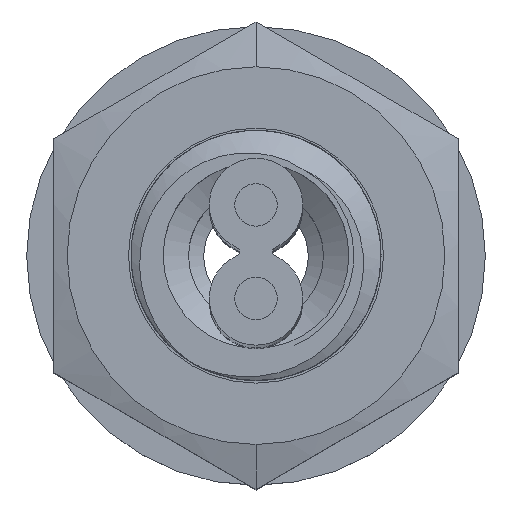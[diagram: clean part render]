
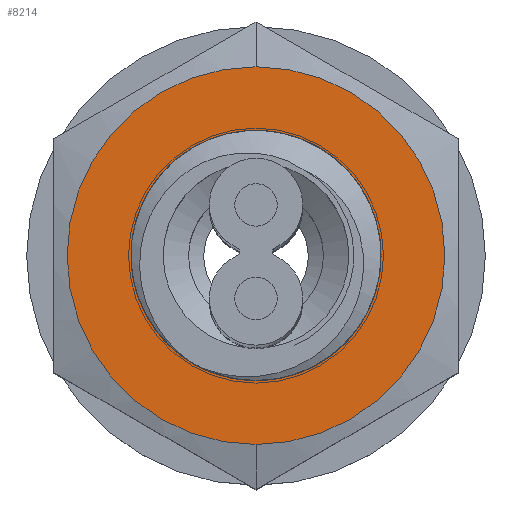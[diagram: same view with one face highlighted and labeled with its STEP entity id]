
A CAD part, top view. The second image highlights one B-rep face of the part: STEP entity #8214.
In plain terms, the highlighted planar face has unit normal (0, 0, 1).
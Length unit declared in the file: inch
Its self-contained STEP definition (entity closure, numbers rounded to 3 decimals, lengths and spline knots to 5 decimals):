
#7909=CARTESIAN_POINT('',(0.,0.,0.0625));
#7910=DIRECTION('',(0.,0.,1.));
#7911=DIRECTION('',(-1.,0.,0.));
#7912=AXIS2_PLACEMENT_3D('',#7909,#7910,#7911);
#7914=CARTESIAN_POINT('',(0.,0.,0.0625));
#7915=DIRECTION('',(0.,0.,1.));
#7916=DIRECTION('',(1.,0.,0.));
#7917=AXIS2_PLACEMENT_3D('',#7914,#7915,#7916);
#7919=CARTESIAN_POINT('',(0.,0.,0.0625));
#7920=DIRECTION('',(0.,0.,-1.));
#7921=DIRECTION('',(0.,1.,0.));
#7922=AXIS2_PLACEMENT_3D('',#7919,#7920,#7921);
#7924=CARTESIAN_POINT('',(0.,0.,0.0625));
#7925=DIRECTION('',(0.,0.,-1.));
#7926=DIRECTION('',(0.,-1.,0.));
#7927=AXIS2_PLACEMENT_3D('',#7924,#7925,#7926);
#8129=CARTESIAN_POINT('',(-0.1035,0.,0.0625));
#8130=CARTESIAN_POINT('',(0.1035,0.,0.0625));
#8131=VERTEX_POINT('',#8129);
#8132=VERTEX_POINT('',#8130);
#8137=CARTESIAN_POINT('',(0.,0.175,0.0625));
#8138=CARTESIAN_POINT('',(0.,-0.175,0.0625));
#8139=VERTEX_POINT('',#8137);
#8140=VERTEX_POINT('',#8138);
#8199=CARTESIAN_POINT('',(0.,0.,0.0625));
#8200=DIRECTION('',(0.,0.,1.));
#8201=DIRECTION('',(1.,0.,0.));
#8202=AXIS2_PLACEMENT_3D('',#8199,#8200,#8201);
#8203=PLANE('',#8202);
#8205=ORIENTED_EDGE('',*,*,#8204,.T.);
#8207=ORIENTED_EDGE('',*,*,#8206,.T.);
#8208=EDGE_LOOP('',(#8205,#8207));
#8209=FACE_OUTER_BOUND('',#8208,.F.);
#8210=ORIENTED_EDGE('',*,*,#8179,.T.);
#8211=ORIENTED_EDGE('',*,*,#8193,.T.);
#8212=EDGE_LOOP('',(#8210,#8211));
#8213=FACE_BOUND('',#8212,.F.);
#8214=ADVANCED_FACE('',(#8209,#8213),#8203,.T.);
#7913=CIRCLE('',#7912,0.1035);
#7918=CIRCLE('',#7917,0.1035);
#7923=CIRCLE('',#7922,0.175);
#7928=CIRCLE('',#7927,0.175);
#8179=EDGE_CURVE('',#8131,#8132,#7913,.T.);
#8193=EDGE_CURVE('',#8132,#8131,#7918,.T.);
#8204=EDGE_CURVE('',#8139,#8140,#7923,.T.);
#8206=EDGE_CURVE('',#8140,#8139,#7928,.T.);
